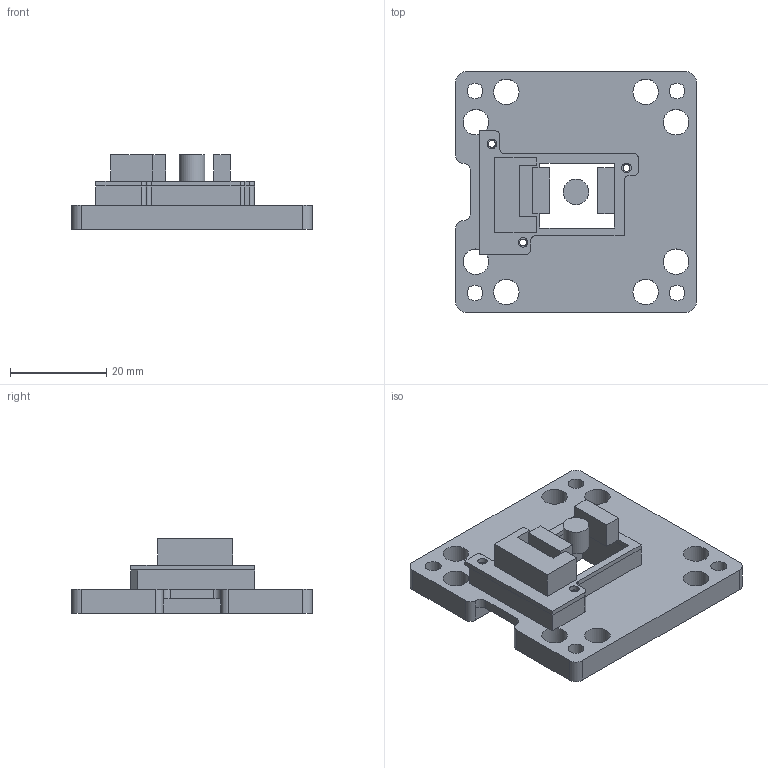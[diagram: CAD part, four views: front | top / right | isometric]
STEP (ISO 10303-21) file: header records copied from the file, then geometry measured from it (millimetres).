
FILE_DESCRIPTION(/* description */ (''),/* implementation_level */ '2;1');
FILE_NAME(/* name */ 'Assembly_Cube_Lid_KES400A_Pickup.iam.step',/* time_stamp */ '2022-11-29T09:07:16+01:00',/* author */ ('diederichbenedict'),/* organization */ (''),/* preprocessor_version */ 'ST-DEVELOPER v18.1',/* originating_system */ 'Autodesk Inventor 2022',/* authorisation */ '');
FILE_SCHEMA (('AUTOMOTIVE_DESIGN { 1 0 10303 214 3 1 1 }'));
Length unit declared in the file: millimetre
Products named in the file (6): Assembly_Cube_Lid_KES400A_Pickup; 30_IM_TopPlate_KES400A_holder_v3; 00_KES400; 00_KES400_Bluray_Lens; 00_KES_Bluray_Magnet; 00_KES400_Lens
Assembly tree (5 placements, depth 3):
  Assembly_Cube_Lid_KES400A_Pickup
    30_IM_TopPlate_KES400A_holder_v3
    00_KES400
      00_KES400_Bluray_Lens
      00_KES_Bluray_Magnet
      00_KES400_Lens
Bounding box: 50 x 50 x 15.5 mm (x, y, z)
Volume: 12434.2 mm3; surface area: 9157.8 mm2
Topology: 6 solids, 6 shells, 118 faces, 305 edges, 202 vertices
Faces by surface type: plane 74, cylinder 44
Full cylindrical faces by diameter (mm): 1.4 x2, 1.5 x1, 2 x6, 3.3 x4, 5.297 x1, 5.3 x8
Entity records: 3921 total; most frequent: DIRECTION 653, CARTESIAN_POINT 637, ORIENTED_EDGE 610, EDGE_CURVE 305, AXIS2_PLACEMENT_3D 219, LINE 215, VECTOR 215, VERTEX_POINT 202
